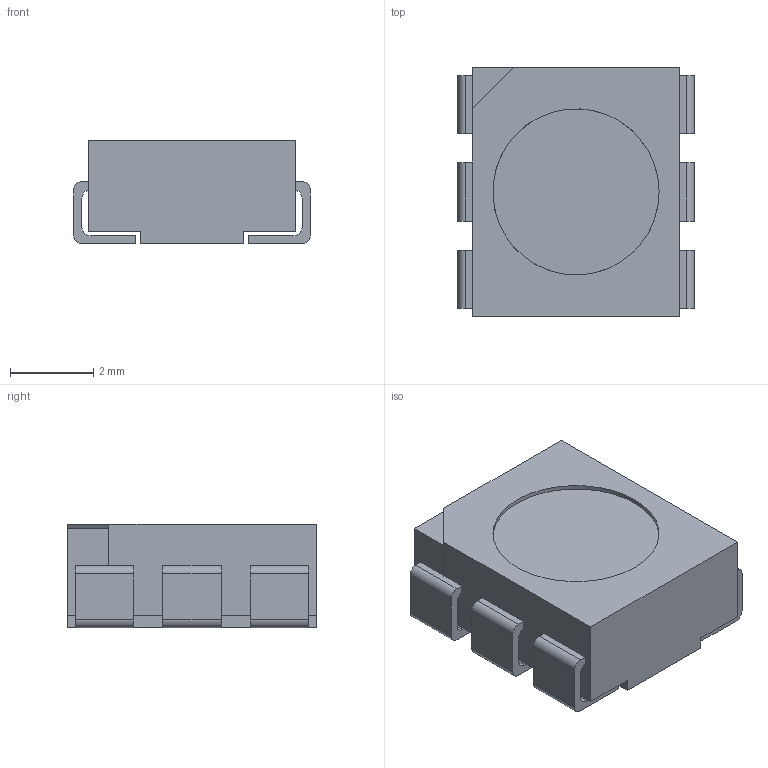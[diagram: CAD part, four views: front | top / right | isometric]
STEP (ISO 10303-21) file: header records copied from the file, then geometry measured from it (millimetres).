
FILE_DESCRIPTION(/* description */ ('STEP AP242','CAx-IF Rec.Pracs.---Representation and Presentation of Product Manufacturing Information (PMI)---4.0---2014-10-13','CAx-IF Rec.Pracs.---3D Tessellated Geometry---0.4---2014-09-14','2;1'),/* implementation_level */ '2;1');
FILE_NAME(/* name */ '61cc7903f1cbc723f90eb736',/* time_stamp */ '2021-12-29T15:04:36+00:00',/* author */ (''),/* organization */ (''),/* preprocessor_version */ 'ST-DEVELOPER v18.101',/* originating_system */ ' ',/* authorisation */ ' ');
FILE_SCHEMA (('AP242_MANAGED_MODEL_BASED_3D_ENGINEERING_MIM_LF { 1 0 10303 442 1 1 4 }'));
Length unit declared in the file: metre
Products named in the file (6): Part 5; Part 4; Part 6; Part 3; Part 2; Part 1
Bounding box: 5.7 x 6 x 2.5 mm (x, y, z)
Volume: 78.3 mm3; surface area: 280.1 mm2
Topology: 6 solids, 6 shells, 93 faces, 246 edges, 164 vertices
Faces by surface type: plane 67, cylinder 26
Full cylindrical faces by diameter (mm): 4 x2
Entity records: 3005 total; most frequent: CARTESIAN_POINT 503, DIRECTION 498, ORIENTED_EDGE 484, EDGE_CURVE 242, LINE 184, VECTOR 184, VERTEX_POINT 162, AXIS2_PLACEMENT_3D 157
